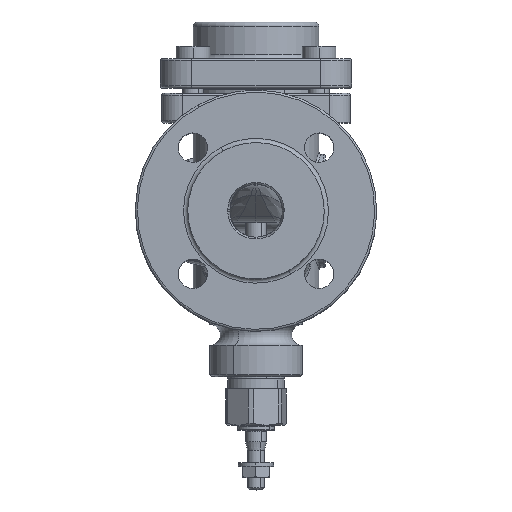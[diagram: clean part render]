
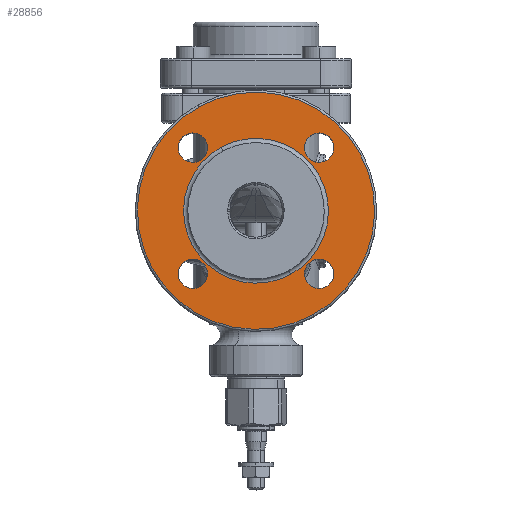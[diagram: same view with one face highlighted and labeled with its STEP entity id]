
A CAD part, top view. The second image highlights one B-rep face of the part: STEP entity #28856.
In plain terms, the highlighted face is planar.
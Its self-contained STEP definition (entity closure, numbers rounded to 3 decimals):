
#22144=CARTESIAN_POINT('Vertex',(23.109,77.,30.946)) ;
#22147=CARTESIAN_POINT('Axis2P3D Location',(30.052,77.,30.052)) ;
#22151=CARTESIAN_POINT('Vertex',(36.995,77.,29.158)) ;
#22166=CARTESIAN_POINT('Axis2P3D Location',(30.052,77.,30.052)) ;
#22187=CARTESIAN_POINT('Vertex',(30.946,77.,-23.109)) ;
#22190=CARTESIAN_POINT('Axis2P3D Location',(30.052,77.,-30.052)) ;
#22194=CARTESIAN_POINT('Vertex',(29.158,77.,-36.995)) ;
#22209=CARTESIAN_POINT('Axis2P3D Location',(30.052,77.,-30.052)) ;
#22230=CARTESIAN_POINT('Vertex',(-23.109,77.,30.946)) ;
#22233=CARTESIAN_POINT('Axis2P3D Location',(-30.052,77.,30.052)) ;
#22237=CARTESIAN_POINT('Vertex',(-36.995,77.,29.158)) ;
#22252=CARTESIAN_POINT('Axis2P3D Location',(-30.052,77.,30.052)) ;
#22273=CARTESIAN_POINT('Vertex',(-30.946,77.,-23.109)) ;
#22276=CARTESIAN_POINT('Axis2P3D Location',(-30.052,77.,-30.052)) ;
#22280=CARTESIAN_POINT('Vertex',(-29.158,77.,-36.995)) ;
#22295=CARTESIAN_POINT('Axis2P3D Location',(-30.052,77.,-30.052)) ;
#28799=CARTESIAN_POINT('Axis2P3D Location',(0.,77.,57.5)) ;
#28804=CARTESIAN_POINT('Axis2P3D Location',(0.,77.,0.)) ;
#28808=CARTESIAN_POINT('Vertex',(-27.088,77.,-49.583)) ;
#28810=CARTESIAN_POINT('Vertex',(27.088,77.,49.583)) ;
#28813=CARTESIAN_POINT('Axis2P3D Location',(0.,77.,0.)) ;
#28822=CARTESIAN_POINT('Axis2P3D Location',(0.,77.,0.)) ;
#28826=CARTESIAN_POINT('Vertex',(-16.54,77.,-30.277)) ;
#28828=CARTESIAN_POINT('Vertex',(16.54,77.,30.277)) ;
#28831=CARTESIAN_POINT('Axis2P3D Location',(0.,77.,0.)) ;
#22148=DIRECTION('Axis2P3D Direction',(0.,-1.,0.)) ;
#22167=DIRECTION('Axis2P3D Direction',(0.,-1.,0.)) ;
#22191=DIRECTION('Axis2P3D Direction',(0.,-1.,0.)) ;
#22210=DIRECTION('Axis2P3D Direction',(0.,-1.,0.)) ;
#22234=DIRECTION('Axis2P3D Direction',(0.,-1.,0.)) ;
#22253=DIRECTION('Axis2P3D Direction',(0.,-1.,0.)) ;
#22277=DIRECTION('Axis2P3D Direction',(0.,-1.,0.)) ;
#22296=DIRECTION('Axis2P3D Direction',(0.,-1.,0.)) ;
#28800=DIRECTION('Axis2P3D Direction',(0.,1.,0.)) ;
#28801=DIRECTION('Axis2P3D XDirection',(1.,-0.,0.)) ;
#28805=DIRECTION('Axis2P3D Direction',(0.,1.,0.)) ;
#28814=DIRECTION('Axis2P3D Direction',(0.,1.,0.)) ;
#28823=DIRECTION('Axis2P3D Direction',(0.,1.,0.)) ;
#28832=DIRECTION('Axis2P3D Direction',(0.,1.,0.)) ;
#22149=AXIS2_PLACEMENT_3D('Circle Axis2P3D',#22147,#22148,$) ;
#22168=AXIS2_PLACEMENT_3D('Circle Axis2P3D',#22166,#22167,$) ;
#22192=AXIS2_PLACEMENT_3D('Circle Axis2P3D',#22190,#22191,$) ;
#22211=AXIS2_PLACEMENT_3D('Circle Axis2P3D',#22209,#22210,$) ;
#22235=AXIS2_PLACEMENT_3D('Circle Axis2P3D',#22233,#22234,$) ;
#22254=AXIS2_PLACEMENT_3D('Circle Axis2P3D',#22252,#22253,$) ;
#22278=AXIS2_PLACEMENT_3D('Circle Axis2P3D',#22276,#22277,$) ;
#22297=AXIS2_PLACEMENT_3D('Circle Axis2P3D',#22295,#22296,$) ;
#28802=AXIS2_PLACEMENT_3D('Plane Axis2P3D',#28799,#28800,#28801) ;
#28806=AXIS2_PLACEMENT_3D('Circle Axis2P3D',#28804,#28805,$) ;
#28815=AXIS2_PLACEMENT_3D('Circle Axis2P3D',#28813,#28814,$) ;
#28824=AXIS2_PLACEMENT_3D('Circle Axis2P3D',#28822,#28823,$) ;
#28833=AXIS2_PLACEMENT_3D('Circle Axis2P3D',#28831,#28832,$) ;
#28819=ORIENTED_EDGE('',*,*,#28812,.T.) ;
#28820=ORIENTED_EDGE('',*,*,#28817,.T.) ;
#28837=ORIENTED_EDGE('',*,*,#28830,.T.) ;
#28838=ORIENTED_EDGE('',*,*,#28835,.T.) ;
#28841=ORIENTED_EDGE('',*,*,#22153,.T.) ;
#28842=ORIENTED_EDGE('',*,*,#22170,.T.) ;
#28845=ORIENTED_EDGE('',*,*,#22196,.T.) ;
#28846=ORIENTED_EDGE('',*,*,#22213,.T.) ;
#28849=ORIENTED_EDGE('',*,*,#22239,.T.) ;
#28850=ORIENTED_EDGE('',*,*,#22256,.T.) ;
#28853=ORIENTED_EDGE('',*,*,#22282,.T.) ;
#28854=ORIENTED_EDGE('',*,*,#22299,.T.) ;
#28839=FACE_BOUND('',#28836,.T.) ;
#28843=FACE_BOUND('',#28840,.T.) ;
#28847=FACE_BOUND('',#28844,.T.) ;
#28851=FACE_BOUND('',#28848,.T.) ;
#28855=FACE_BOUND('',#28852,.T.) ;
#28856=ADVANCED_FACE('Body.2',(#28821,#28839,#28843,#28847,#28851,#28855),#28803,.T.) ;
#22150=CIRCLE('generated circle',#22149,7.) ;
#22169=CIRCLE('generated circle',#22168,7.) ;
#22193=CIRCLE('generated circle',#22192,7.) ;
#22212=CIRCLE('generated circle',#22211,7.) ;
#22236=CIRCLE('generated circle',#22235,7.) ;
#22255=CIRCLE('generated circle',#22254,7.) ;
#22279=CIRCLE('generated circle',#22278,7.) ;
#22298=CIRCLE('generated circle',#22297,7.) ;
#28807=CIRCLE('generated circle',#28806,56.5) ;
#28816=CIRCLE('generated circle',#28815,56.5) ;
#28825=CIRCLE('generated circle',#28824,34.5) ;
#28834=CIRCLE('generated circle',#28833,34.5) ;
#22153=EDGE_CURVE('',#22152,#22145,#22150,.T.) ;
#22170=EDGE_CURVE('',#22145,#22152,#22169,.T.) ;
#22196=EDGE_CURVE('',#22195,#22188,#22193,.T.) ;
#22213=EDGE_CURVE('',#22188,#22195,#22212,.T.) ;
#22239=EDGE_CURVE('',#22238,#22231,#22236,.T.) ;
#22256=EDGE_CURVE('',#22231,#22238,#22255,.T.) ;
#22282=EDGE_CURVE('',#22281,#22274,#22279,.T.) ;
#22299=EDGE_CURVE('',#22274,#22281,#22298,.T.) ;
#28812=EDGE_CURVE('',#28809,#28811,#28807,.T.) ;
#28817=EDGE_CURVE('',#28811,#28809,#28816,.T.) ;
#28830=EDGE_CURVE('',#28827,#28829,#28825,.F.) ;
#28835=EDGE_CURVE('',#28829,#28827,#28834,.F.) ;
#28818=EDGE_LOOP('',(#28819,#28820)) ;
#28836=EDGE_LOOP('',(#28837,#28838)) ;
#28840=EDGE_LOOP('',(#28841,#28842)) ;
#28844=EDGE_LOOP('',(#28845,#28846)) ;
#28848=EDGE_LOOP('',(#28849,#28850)) ;
#28852=EDGE_LOOP('',(#28853,#28854)) ;
#28821=FACE_OUTER_BOUND('',#28818,.T.) ;
#28803=PLANE('',#28802) ;
#22145=VERTEX_POINT('',#22144) ;
#22152=VERTEX_POINT('',#22151) ;
#22188=VERTEX_POINT('',#22187) ;
#22195=VERTEX_POINT('',#22194) ;
#22231=VERTEX_POINT('',#22230) ;
#22238=VERTEX_POINT('',#22237) ;
#22274=VERTEX_POINT('',#22273) ;
#22281=VERTEX_POINT('',#22280) ;
#28809=VERTEX_POINT('',#28808) ;
#28811=VERTEX_POINT('',#28810) ;
#28827=VERTEX_POINT('',#28826) ;
#28829=VERTEX_POINT('',#28828) ;
